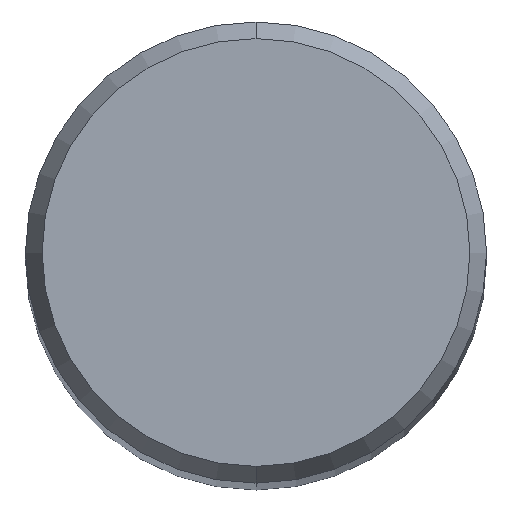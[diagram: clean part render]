
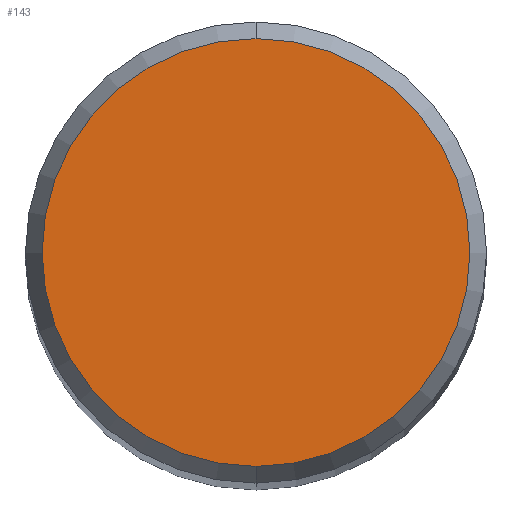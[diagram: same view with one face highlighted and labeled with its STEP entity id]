
A CAD part, top view. The second image highlights one B-rep face of the part: STEP entity #143.
In plain terms, the highlighted planar face has unit normal (0, 0, 1).
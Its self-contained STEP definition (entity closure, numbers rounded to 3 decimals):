
#143=ADVANCED_FACE('',(#299),#300,.T.);
#145=VERTEX_POINT('',#302);
#147=EDGE_CURVE('',#145,#179,#304,.T.);
#161=EDGE_CURVE('',#179,#145,#319,.T.);
#179=VERTEX_POINT('',#338);
#299=FACE_OUTER_BOUND('',#480,.T.);
#300=PLANE('',#481);
#302=CARTESIAN_POINT('',(0.,-2.946,0.0));
#304=CIRCLE('',#486,2.946);
#319=CIRCLE('',#504,2.946);
#338=CARTESIAN_POINT('',(0.0,2.946,0.0));
#480=EDGE_LOOP('',(#664,#665));
#481=AXIS2_PLACEMENT_3D('',#666,#667,#668);
#486=AXIS2_PLACEMENT_3D('',#669,#670,#671);
#504=AXIS2_PLACEMENT_3D('',#681,#682,#683);
#664=ORIENTED_EDGE('',*,*,#161,.F.);
#665=ORIENTED_EDGE('',*,*,#147,.F.);
#666=CARTESIAN_POINT('',(0.0,1.473,0.0));
#667=DIRECTION('',(-0.0,0.0,1.0));
#668=DIRECTION('',(0.0,-1.0,0.0));
#669=CARTESIAN_POINT('',(0.0,0.0,0.0));
#670=DIRECTION('',(0.0,0.0,-1.0));
#671=DIRECTION('',(0.0,1.0,0.0));
#681=CARTESIAN_POINT('',(0.0,0.0,0.0));
#682=DIRECTION('',(0.0,0.0,-1.0));
#683=DIRECTION('',(0.0,1.0,0.0));
